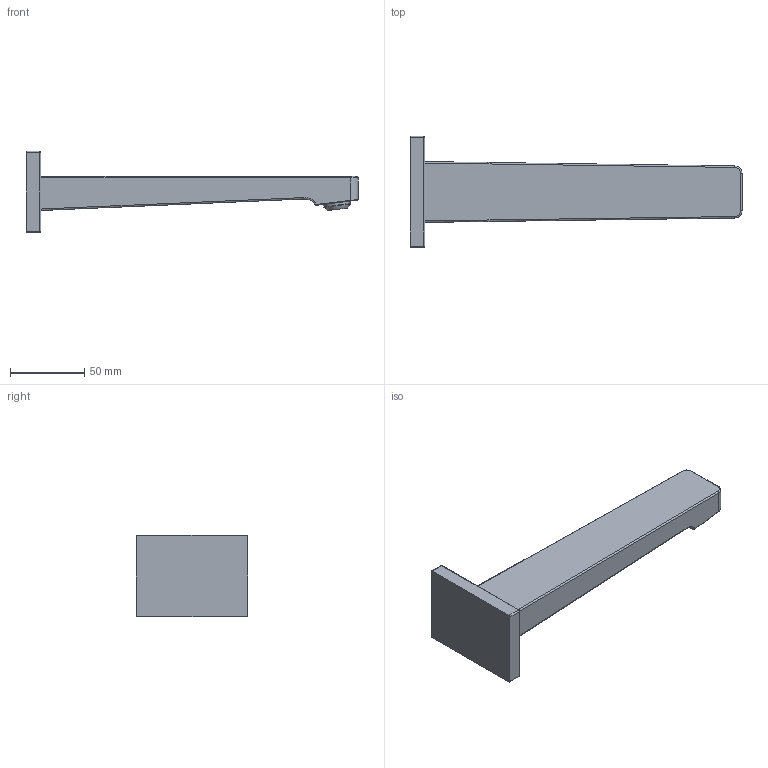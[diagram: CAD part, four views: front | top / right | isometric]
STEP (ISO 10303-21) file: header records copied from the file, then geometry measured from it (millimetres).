
FILE_DESCRIPTION(/* description */ (''),/* implementation_level */ '2;1');
FILE_NAME(/* name */ '3D_TVT125002000_ArchitecturaSquare.step',/* time_stamp */ '2023-01-11T12:24:21+01:00',/* author */ (''),/* organization */ (''),/* preprocessor_version */ 'ST-DEVELOPER v19.2',/* originating_system */ 'Autodesk Translation Framework v11.17.0.187',/* authorisation */ '');
FILE_SCHEMA (('AUTOMOTIVE_DESIGN { 1 0 10303 214 3 1 1 }'));
Length unit declared in the file: millimetre
Products named in the file (4): (Nicht gespeichert); 7MB8W000; 80M24123NP2; Komponente3
Assembly tree (3 placements, depth 2):
  (Nicht gespeichert)
    7MB8W000
    80M24123NP2
    Komponente3
Bounding box: 224 x 75 x 55 mm (x, y, z)
Volume: 191592.3 mm3; surface area: 37708.5 mm2
Topology: 2 solids, 4 shells, 65 faces, 137 edges, 83 vertices
Faces by surface type: cylinder 24, plane 18, bspline 16, sphere 4, torus 2, cone 1
Full cylindrical faces by diameter (mm): 4.2 x2, 23 x1, 25 x1
Entity records: 5450 total; most frequent: CARTESIAN_POINT 3975, DIRECTION 297, ORIENTED_EDGE 269, EDGE_CURVE 137, AXIS2_PLACEMENT_3D 120, VERTEX_POINT 83, EDGE_LOOP 71, FACE_OUTER_BOUND 65
